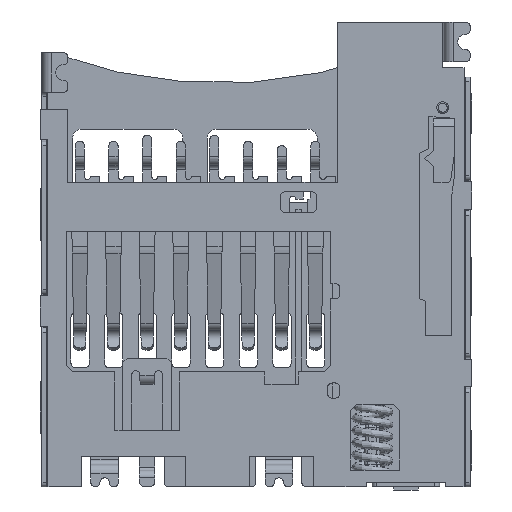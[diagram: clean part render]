
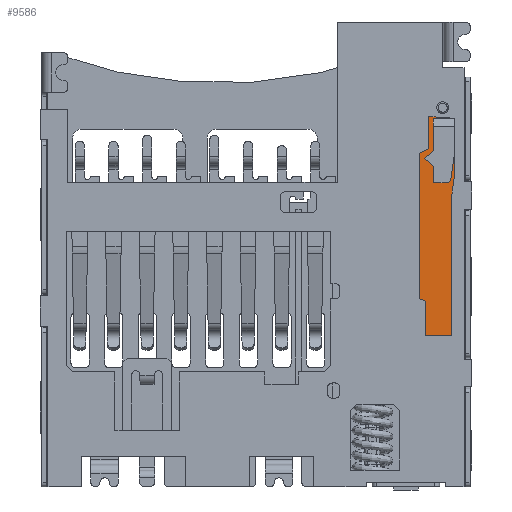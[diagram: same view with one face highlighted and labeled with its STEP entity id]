
A CAD part, front view. The second image highlights one B-rep face of the part: STEP entity #9586.
In plain terms, the highlighted planar face has unit normal (0, -1, 0).
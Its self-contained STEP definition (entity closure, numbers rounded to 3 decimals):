
#487 = CARTESIAN_POINT ( 'NONE',  ( 6.5, 0.45, 4.45 ) ) ;
#1533 = DIRECTION ( 'NONE',  ( 0., 0., -1. ) ) ;
#1552 = ORIENTED_EDGE ( 'NONE', *, *, #12781, .T. ) ;
#1603 = CARTESIAN_POINT ( 'NONE',  ( 5.65, 0.45, 4.511 ) ) ;
#2140 = DIRECTION ( 'NONE',  ( 0., 0., -1. ) ) ;
#2378 = DIRECTION ( 'NONE',  ( 0.923, 0., -0.386 ) ) ;
#3381 = LINE ( 'NONE', #29669, #32931 ) ;
#3527 = VECTOR ( 'NONE', #33140, 1000. ) ;
#3696 = LINE ( 'NONE', #17542, #4616 ) ;
#4262 = CARTESIAN_POINT ( 'NONE',  ( 0., 0.45, 0. ) ) ;
#4616 = VECTOR ( 'NONE', #6334, 1000. ) ;
#4761 = VERTEX_POINT ( 'NONE', #35396 ) ;
#5478 = EDGE_CURVE ( 'NONE', #15673, #15814, #27135, .T. ) ;
#5526 = VECTOR ( 'NONE', #15789, 1000. ) ;
#5923 = FACE_OUTER_BOUND ( 'NONE', #13906, .T. ) ;
#6059 = LINE ( 'NONE', #25579, #6995 ) ;
#6334 = DIRECTION ( 'NONE',  ( -0.881, 0., -0.472 ) ) ;
#6995 = VECTOR ( 'NONE', #26053, 1000. ) ;
#8003 = VERTEX_POINT ( 'NONE', #33169 ) ;
#9333 = DIRECTION ( 'NONE',  ( 0., 0., 1. ) ) ;
#9534 = VERTEX_POINT ( 'NONE', #12014 ) ;
#9586 = ADVANCED_FACE ( 'NONE', ( #5923 ), #32954, .T. ) ;
#9685 = LINE ( 'NONE', #487, #15120 ) ;
#10564 = VERTEX_POINT ( 'NONE', #37315 ) ;
#11034 = VERTEX_POINT ( 'NONE', #13810 ) ;
#11055 = ORIENTED_EDGE ( 'NONE', *, *, #37114, .T. ) ;
#11231 = LINE ( 'NONE', #18802, #3527 ) ;
#12014 = CARTESIAN_POINT ( 'NONE',  ( 6.4, 0.45, -2.65 ) ) ;
#12057 = CARTESIAN_POINT ( 'NONE',  ( 6.4, 0.45, 1.94 ) ) ;
#12216 = CARTESIAN_POINT ( 'NONE',  ( 5.65, 0.45, 4.511 ) ) ;
#12465 = LINE ( 'NONE', #34455, #31994 ) ;
#12591 = EDGE_CURVE ( 'NONE', #35558, #9534, #11231, .T. ) ;
#12781 = EDGE_CURVE ( 'NONE', #10564, #35558, #36680, .T. ) ;
#12791 = CARTESIAN_POINT ( 'NONE',  ( 6.5, 0.45, 4.45 ) ) ;
#12967 = VERTEX_POINT ( 'NONE', #12057 ) ;
#13810 = CARTESIAN_POINT ( 'NONE',  ( 5.35, 0.45, -1.446 ) ) ;
#13906 = EDGE_LOOP ( 'NONE', ( #36989, #25747, #23514, #35549, #18891, #19678, #11055, #1552, #24923, #33569, #18749 ) ) ;
#15120 = VECTOR ( 'NONE', #9333, 1000. ) ;
#15673 = VERTEX_POINT ( 'NONE', #12791 ) ;
#15789 = DIRECTION ( 'NONE',  ( 0., 0., -1. ) ) ;
#15814 = VERTEX_POINT ( 'NONE', #1603 ) ;
#16703 = EDGE_CURVE ( 'NONE', #31872, #4761, #3696, .T. ) ;
#17046 = AXIS2_PLACEMENT_3D ( 'NONE', #4262, #35757, #30302 ) ;
#17542 = CARTESIAN_POINT ( 'NONE',  ( 5.65, 0.45, 3.461 ) ) ;
#17816 = CARTESIAN_POINT ( 'NONE',  ( 6.5, 0.45, 4.45 ) ) ;
#17820 = LINE ( 'NONE', #24183, #5526 ) ;
#18749 = ORIENTED_EDGE ( 'NONE', *, *, #20895, .T. ) ;
#18802 = CARTESIAN_POINT ( 'NONE',  ( 5.55, 0.45, -2.65 ) ) ;
#18891 = ORIENTED_EDGE ( 'NONE', *, *, #20828, .T. ) ;
#19544 = CARTESIAN_POINT ( 'NONE',  ( 5.55, 0.45, -1.53 ) ) ;
#19678 = ORIENTED_EDGE ( 'NONE', *, *, #30551, .T. ) ;
#19782 = CARTESIAN_POINT ( 'NONE',  ( 5.35, 0.45, -0.433 ) ) ;
#19783 = CARTESIAN_POINT ( 'NONE',  ( 5.35, 0.45, -1.446 ) ) ;
#20326 = VECTOR ( 'NONE', #35956, 1000. ) ;
#20438 = EDGE_CURVE ( 'NONE', #9534, #12967, #3381, .T. ) ;
#20828 = EDGE_CURVE ( 'NONE', #4761, #25542, #6059, .T. ) ;
#20895 = EDGE_CURVE ( 'NONE', #12967, #8003, #12465, .T. ) ;
#21200 = EDGE_CURVE ( 'NONE', #15814, #31872, #35163, .T. ) ;
#21973 = VECTOR ( 'NONE', #1533, 1000. ) ;
#23145 = DIRECTION ( 'NONE',  ( 0.139, 0., 0.99 ) ) ;
#23514 = ORIENTED_EDGE ( 'NONE', *, *, #21200, .T. ) ;
#24183 = CARTESIAN_POINT ( 'NONE',  ( 5.35, 0.45, 3.3 ) ) ;
#24923 = ORIENTED_EDGE ( 'NONE', *, *, #12591, .T. ) ;
#25542 = VERTEX_POINT ( 'NONE', #19782 ) ;
#25579 = CARTESIAN_POINT ( 'NONE',  ( 5.35, 0.45, 3.3 ) ) ;
#25747 = ORIENTED_EDGE ( 'NONE', *, *, #5478, .T. ) ;
#25769 = EDGE_CURVE ( 'NONE', #8003, #15673, #9685, .T. ) ;
#26053 = DIRECTION ( 'NONE',  ( 0., 0., -1. ) ) ;
#27135 = LINE ( 'NONE', #17816, #20326 ) ;
#27481 = DIRECTION ( 'NONE',  ( 0., 0., 1. ) ) ;
#29152 = CARTESIAN_POINT ( 'NONE',  ( 5.65, 0.45, 3.461 ) ) ;
#29669 = CARTESIAN_POINT ( 'NONE',  ( 6.4, 0.45, -2.65 ) ) ;
#30020 = CARTESIAN_POINT ( 'NONE',  ( 5.55, 0.45, -2.65 ) ) ;
#30302 = DIRECTION ( 'NONE',  ( 0., 0., -1. ) ) ;
#30551 = EDGE_CURVE ( 'NONE', #25542, #11034, #17820, .T. ) ;
#31872 = VERTEX_POINT ( 'NONE', #29152 ) ;
#31994 = VECTOR ( 'NONE', #23145, 1000. ) ;
#32006 = LINE ( 'NONE', #19783, #35172 ) ;
#32931 = VECTOR ( 'NONE', #27481, 1000. ) ;
#32954 = PLANE ( 'NONE',  #17046 ) ;
#33140 = DIRECTION ( 'NONE',  ( 1., 0., 0. ) ) ;
#33169 = CARTESIAN_POINT ( 'NONE',  ( 6.5, 0.45, 2.65 ) ) ;
#33569 = ORIENTED_EDGE ( 'NONE', *, *, #20438, .T. ) ;
#34455 = CARTESIAN_POINT ( 'NONE',  ( 6.5, 0.45, 2.65 ) ) ;
#35163 = LINE ( 'NONE', #12216, #21973 ) ;
#35172 = VECTOR ( 'NONE', #2378, 1000. ) ;
#35396 = CARTESIAN_POINT ( 'NONE',  ( 5.35, 0.45, 3.3 ) ) ;
#35549 = ORIENTED_EDGE ( 'NONE', *, *, #16703, .T. ) ;
#35558 = VERTEX_POINT ( 'NONE', #30020 ) ;
#35757 = DIRECTION ( 'NONE',  ( 0., -1., 0. ) ) ;
#35956 = DIRECTION ( 'NONE',  ( -0.997, 0., 0.071 ) ) ;
#36209 = VECTOR ( 'NONE', #2140, 1000. ) ;
#36680 = LINE ( 'NONE', #19544, #36209 ) ;
#36989 = ORIENTED_EDGE ( 'NONE', *, *, #25769, .T. ) ;
#37114 = EDGE_CURVE ( 'NONE', #11034, #10564, #32006, .T. ) ;
#37315 = CARTESIAN_POINT ( 'NONE',  ( 5.55, 0.45, -1.53 ) ) ;
